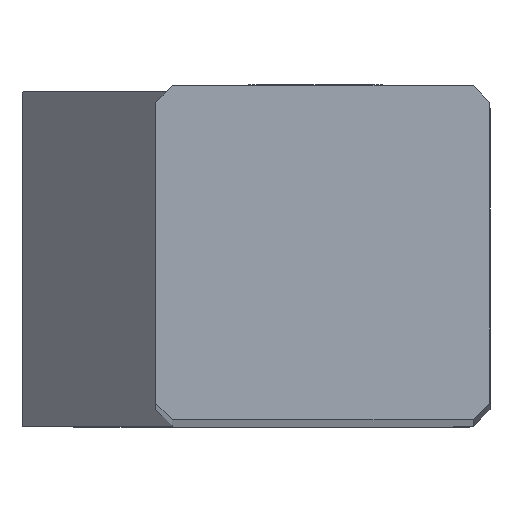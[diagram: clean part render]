
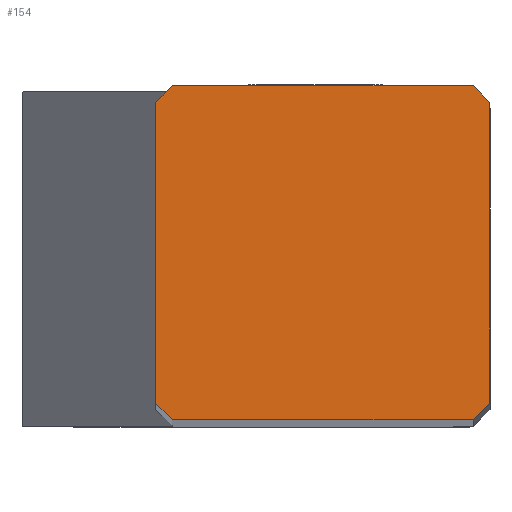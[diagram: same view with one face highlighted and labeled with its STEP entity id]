
A CAD part, top view. The second image highlights one B-rep face of the part: STEP entity #154.
In plain terms, the highlighted planar face has unit normal (0, 0, 1).
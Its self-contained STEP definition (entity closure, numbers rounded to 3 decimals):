
#98=FACE_OUTER_BOUND('',#245,.T.);
#154=ADVANCED_FACE('',(#98),#212,.T.);
#212=PLANE('',#1212);
#245=EDGE_LOOP('',(#362,#363,#364,#365,#366,#367,#368,#369));
#362=ORIENTED_EDGE('',*,*,#798,.F.);
#363=ORIENTED_EDGE('',*,*,#799,.F.);
#364=ORIENTED_EDGE('',*,*,#800,.F.);
#365=ORIENTED_EDGE('',*,*,#801,.F.);
#366=ORIENTED_EDGE('',*,*,#802,.F.);
#367=ORIENTED_EDGE('',*,*,#803,.F.);
#368=ORIENTED_EDGE('',*,*,#804,.F.);
#369=ORIENTED_EDGE('',*,*,#795,.T.);
#677=VERTEX_POINT('',#1657);
#685=VERTEX_POINT('',#1673);
#688=VERTEX_POINT('',#1681);
#689=VERTEX_POINT('',#1683);
#690=VERTEX_POINT('',#1685);
#691=VERTEX_POINT('',#1687);
#692=VERTEX_POINT('',#1689);
#693=VERTEX_POINT('',#1691);
#795=EDGE_CURVE('',#677,#685,#957,.T.);
#798=EDGE_CURVE('',#688,#685,#958,.T.);
#799=EDGE_CURVE('',#689,#688,#959,.T.);
#800=EDGE_CURVE('',#690,#689,#960,.T.);
#801=EDGE_CURVE('',#691,#690,#961,.T.);
#802=EDGE_CURVE('',#692,#691,#962,.T.);
#803=EDGE_CURVE('',#693,#692,#963,.T.);
#804=EDGE_CURVE('',#677,#693,#964,.T.);
#957=LINE('',#1674,#1050);
#958=LINE('',#1680,#1051);
#959=LINE('',#1682,#1052);
#960=LINE('',#1684,#1053);
#961=LINE('',#1686,#1054);
#962=LINE('',#1688,#1055);
#963=LINE('',#1690,#1056);
#964=LINE('',#1692,#1057);
#1050=VECTOR('',#1346,1.);
#1051=VECTOR('',#1353,1.);
#1052=VECTOR('',#1354,1.);
#1053=VECTOR('',#1355,1.);
#1054=VECTOR('',#1356,1.);
#1055=VECTOR('',#1357,1.);
#1056=VECTOR('',#1358,1.);
#1057=VECTOR('',#1359,1.);
#1212=AXIS2_PLACEMENT_3D('',#1693,#1360,#1361);
#1346=DIRECTION('',(1.,0.,0.));
#1353=DIRECTION('',(-0.707,-0.707,0.));
#1354=DIRECTION('',(0.,-1.,0.));
#1355=DIRECTION('',(0.707,-0.707,0.));
#1356=DIRECTION('',(1.,0.,0.));
#1357=DIRECTION('',(0.707,0.707,0.));
#1358=DIRECTION('',(0.,1.,0.));
#1359=DIRECTION('',(-0.707,0.707,0.));
#1360=DIRECTION('',(0.,0.,1.));
#1361=DIRECTION('',(1.,0.,0.));
#1657=CARTESIAN_POINT('',(0.5,0.,0.));
#1673=CARTESIAN_POINT('',(9.5,0.,0.));
#1674=CARTESIAN_POINT('',(0.5,0.,0.));
#1680=CARTESIAN_POINT('',(10.,0.5,0.));
#1681=CARTESIAN_POINT('',(10.,0.5,0.));
#1682=CARTESIAN_POINT('',(10.,9.5,0.));
#1683=CARTESIAN_POINT('',(10.,9.5,0.));
#1684=CARTESIAN_POINT('',(9.5,10.,0.));
#1685=CARTESIAN_POINT('',(9.5,10.,0.));
#1686=CARTESIAN_POINT('',(0.5,10.,0.));
#1687=CARTESIAN_POINT('',(0.5,10.,0.));
#1688=CARTESIAN_POINT('',(0.,9.5,0.));
#1689=CARTESIAN_POINT('',(0.,9.5,0.));
#1690=CARTESIAN_POINT('',(0.,0.5,0.));
#1691=CARTESIAN_POINT('',(0.,0.5,0.));
#1692=CARTESIAN_POINT('',(0.5,0.,0.));
#1693=CARTESIAN_POINT('',(5.,5.,0.));
